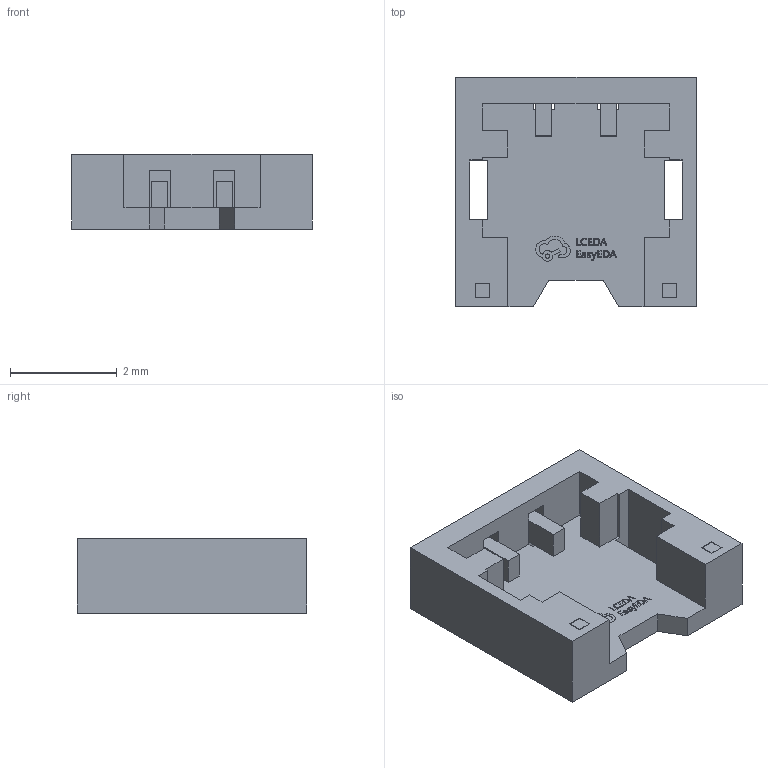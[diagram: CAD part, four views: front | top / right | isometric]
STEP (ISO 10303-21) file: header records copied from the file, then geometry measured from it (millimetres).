
FILE_DESCRIPTION (( 'STEP AP214' ), '1' );
FILE_NAME ('CONN-SMD-2P-P1.20_BM02B-ACHSS-GAN-TF-LF-SN.step', '2022-07-29T10:38:24', ( '' ), ( '' ), 'SwSTEP 2.0', 'SolidWorks 2020', '' );
FILE_SCHEMA (( 'AUTOMOTIVE_DESIGN' ));
Length unit declared in the file: millimetre
Products named in the file (1): CONN-SMD-2P-P1.20_BM02B-ACHSS-GAN-TF-LF-SN
Bounding box: 4.5 x 4.3 x 1.41 mm (x, y, z)
Volume: 14.3 mm3; surface area: 88.7 mm2
Topology: 18 solids, 18 shells, 372 faces, 999 edges, 666 vertices
Faces by surface type: plane 260, bspline 112
Entity records: 16912 total; most frequent: CARTESIAN_POINT 4142, ORIENTED_EDGE 1998, DIRECTION 1293, EDGE_CURVE 999, VECTOR 771, LINE 771, VERTEX_POINT 666, EDGE_LOOP 399
